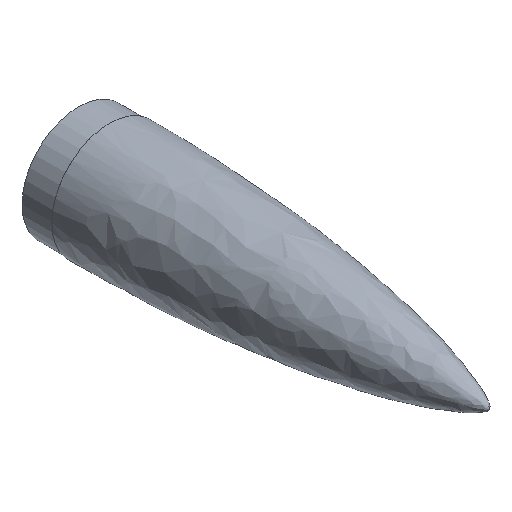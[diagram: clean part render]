
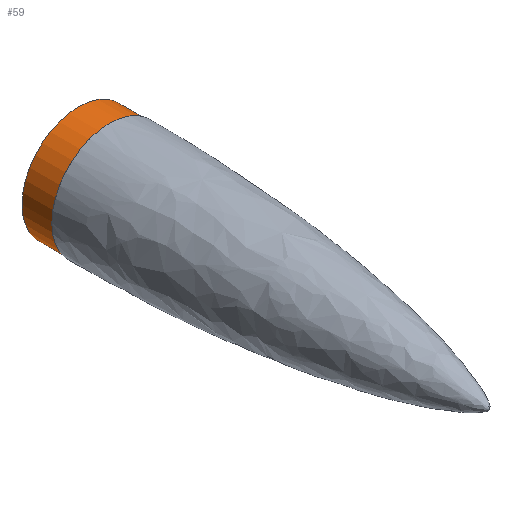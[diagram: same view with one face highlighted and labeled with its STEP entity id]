
A CAD part, isometric view. The second image highlights one B-rep face of the part: STEP entity #59.
In plain terms, the highlighted cylindrical face has radius 27.5 mm (diameter 55 mm), a full revolution.
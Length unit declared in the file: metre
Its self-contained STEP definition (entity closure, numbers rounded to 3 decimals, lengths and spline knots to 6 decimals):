
#18=ORIENTED_EDGE('',*,*,#26,.F.);
#19=ORIENTED_EDGE('',*,*,#27,.T.);
#26=EDGE_CURVE('',#30,#30,#36,.T.);
#27=EDGE_CURVE('',#31,#31,#37,.T.);
#30=VERTEX_POINT('',#106);
#31=VERTEX_POINT('',#108);
#36=CIRCLE('',#78,0.0275);
#37=CIRCLE('',#79,0.0275);
#40=EDGE_LOOP('',(#18));
#41=EDGE_LOOP('',(#19));
#48=FACE_BOUND('',#40,.T.);
#49=FACE_BOUND('',#41,.T.);
#58=CYLINDRICAL_SURFACE('',#77,0.0275);
#59=ADVANCED_FACE('',(#48,#49),#58,.T.);
#77=AXIS2_PLACEMENT_3D('',#104,#87,#88);
#78=AXIS2_PLACEMENT_3D('',#105,#89,#90);
#79=AXIS2_PLACEMENT_3D('',#107,#91,#92);
#87=DIRECTION('',(0.,1.,0.));
#88=DIRECTION('',(0.,0.,1.));
#89=DIRECTION('',(0.,-1.,0.));
#90=DIRECTION('',(0.,0.,-1.));
#91=DIRECTION('',(0.,-1.,0.));
#92=DIRECTION('',(0.,0.,-1.));
#104=CARTESIAN_POINT('',(0.,-0.015,0.));
#105=CARTESIAN_POINT('',(0.,-0.015,0.));
#106=CARTESIAN_POINT('',(0.,-0.015,-0.0275));
#107=CARTESIAN_POINT('',(0.,0.,0.));
#108=CARTESIAN_POINT('',(0.,0.,-0.0275));
